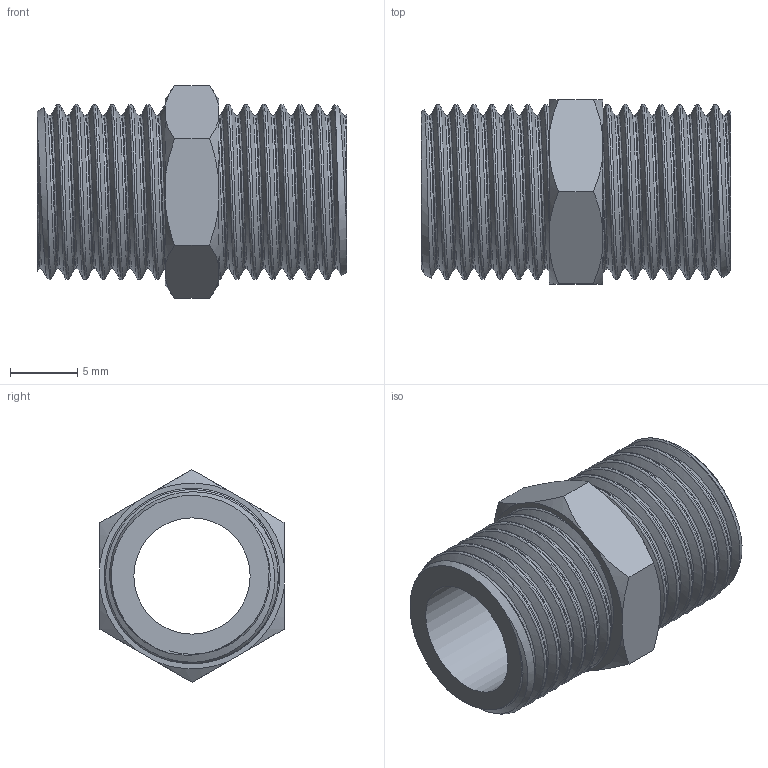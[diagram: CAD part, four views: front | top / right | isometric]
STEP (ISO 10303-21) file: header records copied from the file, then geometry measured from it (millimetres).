
FILE_DESCRIPTION(/* description */ (''),/* implementation_level */ '2;1');
FILE_NAME(/* name */ '4 BSP male to male v11.step',/* time_stamp */ '2022-11-16T15:36:17+01:00',/* author */ (''),/* organization */ (''),/* preprocessor_version */ 'ST-DEVELOPER v19.2',/* originating_system */ 'Autodesk Translation Framework v11.17.0.187',/* authorisation */ '');
FILE_SCHEMA (('AUTOMOTIVE_DESIGN { 1 0 10303 214 3 1 1 }'));
Length unit declared in the file: millimetre
Products named in the file (1): (Non enregistré)
Bounding box: 23 x 13.71 x 15.82 mm (x, y, z)
Volume: 1514 mm3; surface area: 2187.1 mm2
Topology: 1 solids, 1 shells, 54 faces, 150 edges, 100 vertices
Faces by surface type: cylinder 18, cone 14, bspline 12, plane 10
Full cylindrical faces by diameter (mm): 8.65 x1, 11.445 x13
Entity records: 9700 total; most frequent: CARTESIAN_POINT 8496, ORIENTED_EDGE 300, DIRECTION 162, EDGE_CURVE 150, VERTEX_POINT 100, B_SPLINE_CURVE_WITH_KNOTS 71, AXIS2_PLACEMENT_3D 64, EDGE_LOOP 58
